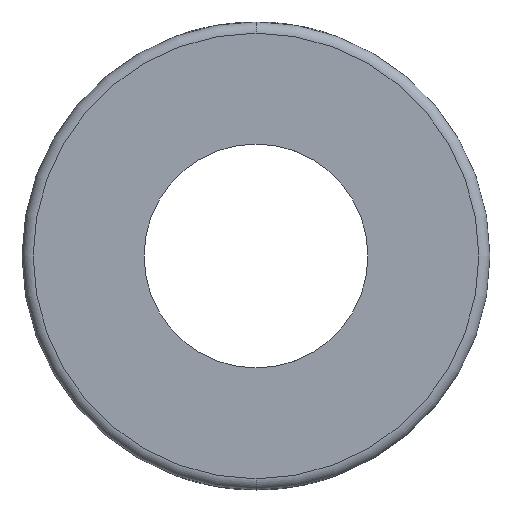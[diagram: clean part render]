
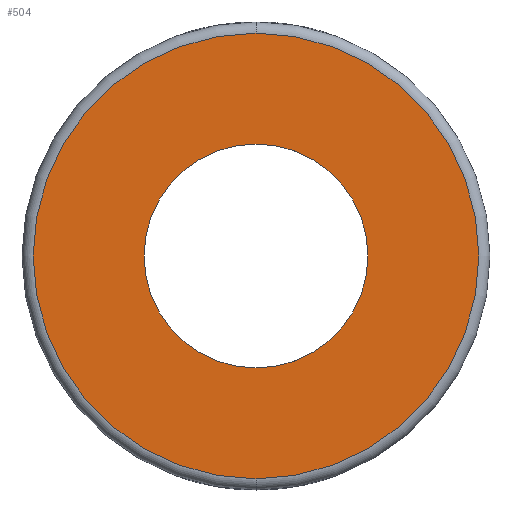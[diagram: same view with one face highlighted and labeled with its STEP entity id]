
A CAD part, front view. The second image highlights one B-rep face of the part: STEP entity #504.
In plain terms, the highlighted planar face has unit normal (0, -1, 0).
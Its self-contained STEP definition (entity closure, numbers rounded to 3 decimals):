
#9 = ORIENTED_EDGE ( 'NONE', *, *, #161, .T. ) ;
#43 = CARTESIAN_POINT ( 'NONE',  ( 0., -5.25, 0. ) ) ;
#65 = CIRCLE ( 'NONE', #566, 4.975 ) ;
#66 = DIRECTION ( 'NONE',  ( 0., -1., 0. ) ) ;
#100 = VERTEX_POINT ( 'NONE', #853 ) ;
#113 = AXIS2_PLACEMENT_3D ( 'NONE', #734, #741, #858 ) ;
#129 = CARTESIAN_POINT ( 'NONE',  ( 0., -5.25, 0. ) ) ;
#156 = DIRECTION ( 'NONE',  ( 0., -1., 0. ) ) ;
#161 = EDGE_CURVE ( 'NONE', #632, #277, #372, .T. ) ;
#177 = FACE_OUTER_BOUND ( 'NONE', #422, .T. ) ;
#240 = AXIS2_PLACEMENT_3D ( 'NONE', #686, #156, #265 ) ;
#242 = CIRCLE ( 'NONE', #298, 2.5 ) ;
#251 = DIRECTION ( 'NONE',  ( 0., 1., 0. ) ) ;
#265 = DIRECTION ( 'NONE',  ( 0., 0., 1. ) ) ;
#277 = VERTEX_POINT ( 'NONE', #698 ) ;
#298 = AXIS2_PLACEMENT_3D ( 'NONE', #438, #685, #419 ) ;
#316 = AXIS2_PLACEMENT_3D ( 'NONE', #43, #251, #377 ) ;
#372 = CIRCLE ( 'NONE', #240, 4.975 ) ;
#377 = DIRECTION ( 'NONE',  ( 0., 0., 1. ) ) ;
#400 = EDGE_CURVE ( 'NONE', #807, #100, #242, .T. ) ;
#419 = DIRECTION ( 'NONE',  ( 0., 0., 1. ) ) ;
#422 = EDGE_LOOP ( 'NONE', ( #9, #691 ) ) ;
#438 = CARTESIAN_POINT ( 'NONE',  ( 0., -5.25, 0. ) ) ;
#504 = ADVANCED_FACE ( 'NONE', ( #177, #656 ), #717, .F. ) ;
#566 = AXIS2_PLACEMENT_3D ( 'NONE', #129, #66, #867 ) ;
#604 = EDGE_CURVE ( 'NONE', #100, #807, #829, .T. ) ;
#612 = EDGE_CURVE ( 'NONE', #277, #632, #65, .T. ) ;
#632 = VERTEX_POINT ( 'NONE', #792 ) ;
#639 = ORIENTED_EDGE ( 'NONE', *, *, #400, .T. ) ;
#644 = EDGE_LOOP ( 'NONE', ( #657, #639 ) ) ;
#656 = FACE_BOUND ( 'NONE', #644, .T. ) ;
#657 = ORIENTED_EDGE ( 'NONE', *, *, #604, .T. ) ;
#685 = DIRECTION ( 'NONE',  ( 0., 1., 0. ) ) ;
#686 = CARTESIAN_POINT ( 'NONE',  ( 0., -5.25, 0. ) ) ;
#691 = ORIENTED_EDGE ( 'NONE', *, *, #612, .T. ) ;
#698 = CARTESIAN_POINT ( 'NONE',  ( 0., -5.25, -4.975 ) ) ;
#717 = PLANE ( 'NONE',  #316 ) ;
#734 = CARTESIAN_POINT ( 'NONE',  ( 0., -5.25, 0. ) ) ;
#736 = CARTESIAN_POINT ( 'NONE',  ( 0., -5.25, 2.5 ) ) ;
#741 = DIRECTION ( 'NONE',  ( 0., 1., 0. ) ) ;
#792 = CARTESIAN_POINT ( 'NONE',  ( 0., -5.25, 4.975 ) ) ;
#807 = VERTEX_POINT ( 'NONE', #736 ) ;
#829 = CIRCLE ( 'NONE', #113, 2.5 ) ;
#853 = CARTESIAN_POINT ( 'NONE',  ( 0., -5.25, -2.5 ) ) ;
#858 = DIRECTION ( 'NONE',  ( 0., 0., 1. ) ) ;
#867 = DIRECTION ( 'NONE',  ( 0., 0., 1. ) ) ;
